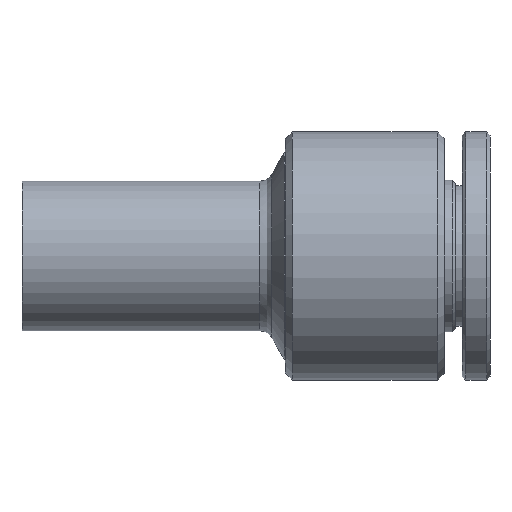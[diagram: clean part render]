
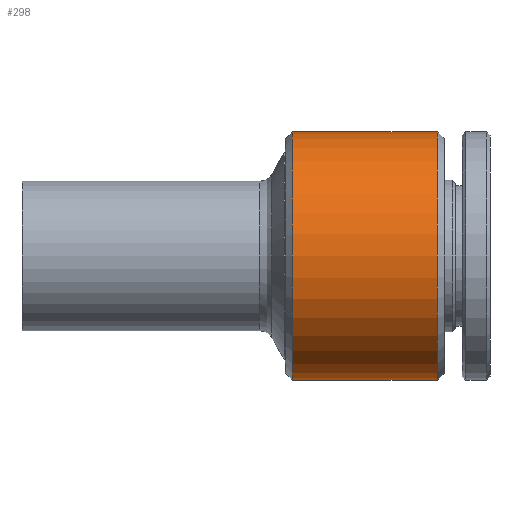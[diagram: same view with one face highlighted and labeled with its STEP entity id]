
A CAD part, front view. The second image highlights one B-rep face of the part: STEP entity #298.
In plain terms, the highlighted cylindrical face has radius 18 mm (diameter 36 mm), a partial arc.
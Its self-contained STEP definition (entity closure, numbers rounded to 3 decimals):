
#298=ADVANCED_FACE('',(#768),#767,.T.);
#767=CYLINDRICAL_SURFACE('',#1991,18.);
#768=FACE_OUTER_BOUND('',#1992,.T.);
#1988=CARTESIAN_POINT('',(0.,0.,0.));
#1989=DIRECTION('',(1.,0.,0.));
#1990=DIRECTION('',(0.,0.,1.));
#1991=AXIS2_PLACEMENT_3D('',#1988,#1989,#1990);
#1992=EDGE_LOOP('',(#2842,#2843,#2844,#2845));
#2842=ORIENTED_EDGE('',*,*,#3350,.T.);
#2843=ORIENTED_EDGE('',*,*,#3351,.F.);
#2844=ORIENTED_EDGE('',*,*,#3349,.F.);
#2845=ORIENTED_EDGE('',*,*,#3352,.T.);
#3349=EDGE_CURVE('',#4076,#4075,#4095,.T.);
#3350=EDGE_CURVE('',#4101,#4102,#4103,.T.);
#3351=EDGE_CURVE('',#4075,#4102,#4109,.T.);
#3352=EDGE_CURVE('',#4076,#4101,#4115,.T.);
#4075=VERTEX_POINT('',#5797);
#4076=VERTEX_POINT('',#5798);
#4095=CIRCLE('',#5810,18.);
#4101=VERTEX_POINT('',#5811);
#4102=VERTEX_POINT('',#5812);
#4103=CIRCLE('',#5816,18.);
#4109=(BOUNDED_CURVE() B_SPLINE_CURVE(1,(#5817,#5818),.UNSPECIFIED.,.F.,.F.) B_SPLINE_CURVE_WITH_KNOTS((2,2),(0.083,0.917),.UNSPECIFIED.) CURVE() GEOMETRIC_REPRESENTATION_ITEM() RATIONAL_B_SPLINE_CURVE((1.,1.)) REPRESENTATION_ITEM('') );
#4115=(BOUNDED_CURVE() B_SPLINE_CURVE(1,(#5819,#5820),.UNSPECIFIED.,.F.,.F.) B_SPLINE_CURVE_WITH_KNOTS((2,2),(0.083,0.917),.UNSPECIFIED.) CURVE() GEOMETRIC_REPRESENTATION_ITEM() RATIONAL_B_SPLINE_CURVE((0.75,0.75)) REPRESENTATION_ITEM('') );
#5797=CARTESIAN_POINT('',(1.,0.,18.));
#5798=CARTESIAN_POINT('',(1.,0.,-18.));
#5807=CARTESIAN_POINT('',(1.,0.,0.));
#5808=DIRECTION('',(-1.,0.,0.));
#5809=DIRECTION('',(0.,0.,1.));
#5810=AXIS2_PLACEMENT_3D('',#5807,#5808,#5809);
#5811=CARTESIAN_POINT('',(22.,0.,-18.));
#5812=CARTESIAN_POINT('',(22.,0.,18.));
#5813=CARTESIAN_POINT('',(22.,0.,0.));
#5814=DIRECTION('',(-1.,0.,0.));
#5815=DIRECTION('',(0.,0.,1.));
#5816=AXIS2_PLACEMENT_3D('',#5813,#5814,#5815);
#5817=CARTESIAN_POINT('',(1.,0.,18.));
#5818=CARTESIAN_POINT('',(22.,0.,18.));
#5819=CARTESIAN_POINT('',(1.,0.,-18.));
#5820=CARTESIAN_POINT('',(22.,0.,-18.));
